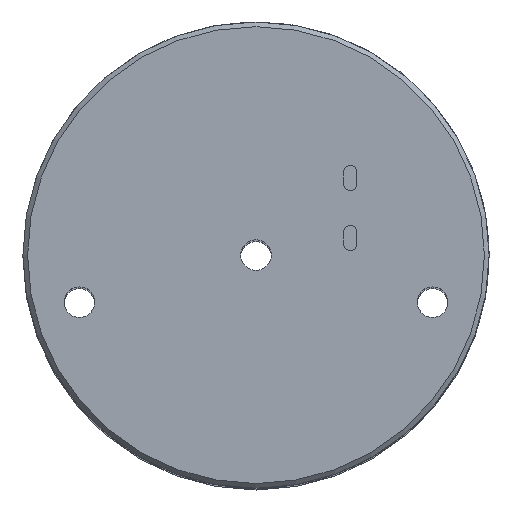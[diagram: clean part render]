
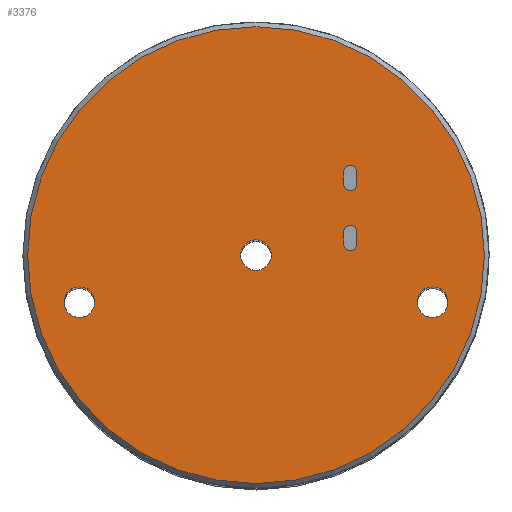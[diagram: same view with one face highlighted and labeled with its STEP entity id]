
A CAD part, top view. The second image highlights one B-rep face of the part: STEP entity #3376.
In plain terms, the highlighted planar face has unit normal (0, 0, 1).
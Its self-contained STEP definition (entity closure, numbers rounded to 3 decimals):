
#71=FACE_BOUND('',#566,.T.);
#72=FACE_BOUND('',#567,.T.);
#73=FACE_BOUND('',#568,.T.);
#74=FACE_BOUND('',#569,.T.);
#75=FACE_BOUND('',#570,.T.);
#240=CIRCLE('',#3589,3.25);
#242=CIRCLE('',#3592,3.25);
#243=CIRCLE('',#3594,48.5);
#244=CIRCLE('',#3596,3.25);
#245=CIRCLE('',#3597,1.35);
#246=CIRCLE('',#3598,1.35);
#247=CIRCLE('',#3599,1.35);
#248=CIRCLE('',#3600,1.35);
#378=FACE_OUTER_BOUND('',#565,.T.);
#565=EDGE_LOOP('',(#2261));
#566=EDGE_LOOP('',(#2262));
#567=EDGE_LOOP('',(#2263));
#568=EDGE_LOOP('',(#2264));
#569=EDGE_LOOP('',(#2265,#2266,#2267,#2268));
#570=EDGE_LOOP('',(#2269,#2270,#2271,#2272));
#792=LINE('',#4906,#1058);
#793=LINE('',#4909,#1059);
#794=LINE('',#4914,#1060);
#795=LINE('',#4917,#1061);
#1058=VECTOR('',#3940,10.);
#1059=VECTOR('',#3943,10.);
#1060=VECTOR('',#3946,10.);
#1061=VECTOR('',#3949,10.);
#1356=VERTEX_POINT('',#4886);
#1358=VERTEX_POINT('',#4892);
#1359=VERTEX_POINT('',#4896);
#1360=VERTEX_POINT('',#4900);
#1361=VERTEX_POINT('',#4902);
#1362=VERTEX_POINT('',#4903);
#1363=VERTEX_POINT('',#4905);
#1364=VERTEX_POINT('',#4907);
#1365=VERTEX_POINT('',#4910);
#1366=VERTEX_POINT('',#4911);
#1367=VERTEX_POINT('',#4913);
#1368=VERTEX_POINT('',#4915);
#1712=EDGE_CURVE('',#1356,#1356,#240,.T.);
#1715=EDGE_CURVE('',#1358,#1358,#242,.T.);
#1716=EDGE_CURVE('',#1359,#1359,#243,.T.);
#1718=EDGE_CURVE('',#1360,#1360,#244,.T.);
#1719=EDGE_CURVE('',#1361,#1362,#245,.T.);
#1720=EDGE_CURVE('',#1362,#1363,#792,.T.);
#1721=EDGE_CURVE('',#1363,#1364,#246,.T.);
#1722=EDGE_CURVE('',#1364,#1361,#793,.T.);
#1723=EDGE_CURVE('',#1365,#1366,#247,.T.);
#1724=EDGE_CURVE('',#1366,#1367,#794,.T.);
#1725=EDGE_CURVE('',#1367,#1368,#248,.T.);
#1726=EDGE_CURVE('',#1368,#1365,#795,.T.);
#2261=ORIENTED_EDGE('',*,*,#1716,.F.);
#2262=ORIENTED_EDGE('',*,*,#1712,.T.);
#2263=ORIENTED_EDGE('',*,*,#1715,.T.);
#2264=ORIENTED_EDGE('',*,*,#1718,.T.);
#2265=ORIENTED_EDGE('',*,*,#1719,.T.);
#2266=ORIENTED_EDGE('',*,*,#1720,.T.);
#2267=ORIENTED_EDGE('',*,*,#1721,.T.);
#2268=ORIENTED_EDGE('',*,*,#1722,.T.);
#2269=ORIENTED_EDGE('',*,*,#1723,.T.);
#2270=ORIENTED_EDGE('',*,*,#1724,.T.);
#2271=ORIENTED_EDGE('',*,*,#1725,.T.);
#2272=ORIENTED_EDGE('',*,*,#1726,.T.);
#3258=PLANE('',#3595);
#3376=ADVANCED_FACE('',(#378,#71,#72,#73,#74,#75),#3258,.T.);
#3589=AXIS2_PLACEMENT_3D('',#4888,#3920,#3921);
#3592=AXIS2_PLACEMENT_3D('',#4894,#3927,#3928);
#3594=AXIS2_PLACEMENT_3D('',#4897,#3931,#3932);
#3595=AXIS2_PLACEMENT_3D('',#4899,#3934,#3935);
#3596=AXIS2_PLACEMENT_3D('',#4901,#3936,#3937);
#3597=AXIS2_PLACEMENT_3D('',#4904,#3938,#3939);
#3598=AXIS2_PLACEMENT_3D('',#4908,#3941,#3942);
#3599=AXIS2_PLACEMENT_3D('',#4912,#3944,#3945);
#3600=AXIS2_PLACEMENT_3D('',#4916,#3947,#3948);
#3920=DIRECTION('center_axis',(0.,0.,-1.));
#3921=DIRECTION('ref_axis',(1.,0.,0.));
#3927=DIRECTION('center_axis',(0.,0.,-1.));
#3928=DIRECTION('ref_axis',(1.,0.,0.));
#3931=DIRECTION('center_axis',(0.,0.,-1.));
#3932=DIRECTION('ref_axis',(1.,0.,0.));
#3934=DIRECTION('center_axis',(0.,0.,1.));
#3935=DIRECTION('ref_axis',(1.,0.,0.));
#3936=DIRECTION('center_axis',(0.,0.,-1.));
#3937=DIRECTION('ref_axis',(1.,0.,0.));
#3938=DIRECTION('center_axis',(0.,0.,-1.));
#3939=DIRECTION('ref_axis',(1.,0.,0.));
#3940=DIRECTION('',(0.,-1.,0.));
#3941=DIRECTION('center_axis',(0.,0.,-1.));
#3942=DIRECTION('ref_axis',(-1.,0.,0.));
#3943=DIRECTION('',(0.,1.,0.));
#3944=DIRECTION('center_axis',(0.,0.,-1.));
#3945=DIRECTION('ref_axis',(1.,0.,0.));
#3946=DIRECTION('',(0.,-1.,0.));
#3947=DIRECTION('center_axis',(0.,0.,-1.));
#3948=DIRECTION('ref_axis',(-1.,0.,0.));
#3949=DIRECTION('',(0.,1.,0.));
#4886=CARTESIAN_POINT('',(-40.75,-10.,5.));
#4888=CARTESIAN_POINT('Origin',(-37.5,-10.,5.));
#4892=CARTESIAN_POINT('',(34.25,-10.,5.));
#4894=CARTESIAN_POINT('Origin',(37.5,-10.,5.));
#4896=CARTESIAN_POINT('',(-48.5,0.,5.));
#4897=CARTESIAN_POINT('Origin',(0.,0.,5.));
#4899=CARTESIAN_POINT('Origin',(0.,0.,5.));
#4900=CARTESIAN_POINT('',(-3.25,0.,5.));
#4901=CARTESIAN_POINT('Origin',(0.,0.,5.));
#4902=CARTESIAN_POINT('',(18.65,5.,5.));
#4903=CARTESIAN_POINT('',(21.35,5.,5.));
#4904=CARTESIAN_POINT('Origin',(20.,5.,5.));
#4905=CARTESIAN_POINT('',(21.35,2.3,5.));
#4906=CARTESIAN_POINT('',(21.35,5.,5.));
#4907=CARTESIAN_POINT('',(18.65,2.3,5.));
#4908=CARTESIAN_POINT('Origin',(20.,2.3,5.));
#4909=CARTESIAN_POINT('',(18.65,2.3,5.));
#4910=CARTESIAN_POINT('',(18.65,17.7,5.));
#4911=CARTESIAN_POINT('',(21.35,17.7,5.));
#4912=CARTESIAN_POINT('Origin',(20.,17.7,5.));
#4913=CARTESIAN_POINT('',(21.35,15.,5.));
#4914=CARTESIAN_POINT('',(21.35,15.,5.));
#4915=CARTESIAN_POINT('',(18.65,15.,5.));
#4916=CARTESIAN_POINT('Origin',(20.,15.,5.));
#4917=CARTESIAN_POINT('',(18.65,17.7,5.));
